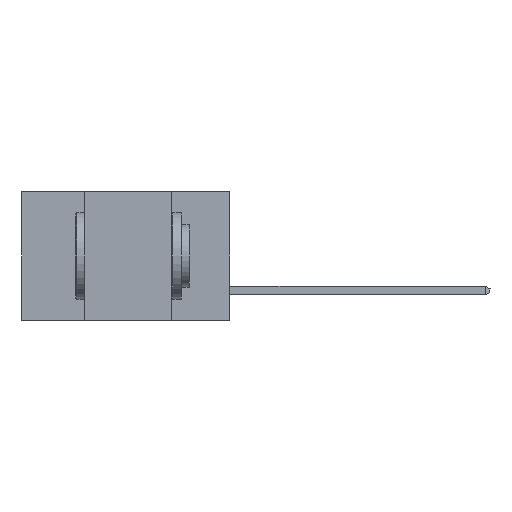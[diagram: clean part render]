
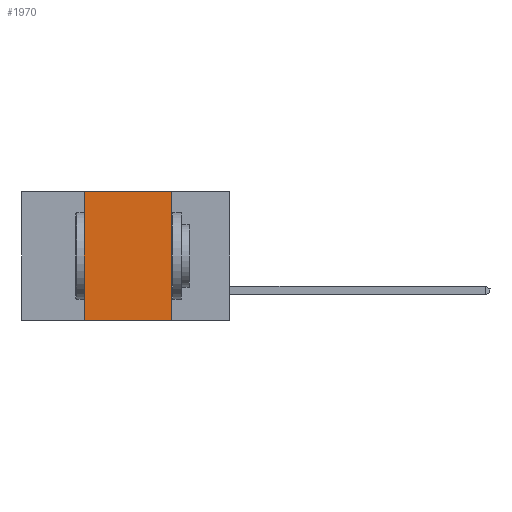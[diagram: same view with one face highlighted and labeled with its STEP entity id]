
A CAD part, left-side view. The second image highlights one B-rep face of the part: STEP entity #1970.
In plain terms, the highlighted planar face has unit normal (-1, 0, 0).
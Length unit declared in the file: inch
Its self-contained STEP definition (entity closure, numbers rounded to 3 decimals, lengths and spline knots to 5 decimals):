
#190 = FACE_OUTER_BOUND ( 'NONE', #1929, .T. ) ;
#441 = VECTOR ( 'NONE', #2992, 39.37008 ) ;
#709 = LINE ( 'NONE', #20956, #7403 ) ;
#776 = CARTESIAN_POINT ( 'NONE',  ( 0., 0.6, 0. ) ) ;
#1255 = CARTESIAN_POINT ( 'NONE',  ( 0., 0.17, 0. ) ) ;
#1363 = DIRECTION ( 'NONE',  ( 0., -1., 0. ) ) ;
#1929 = EDGE_LOOP ( 'NONE', ( #15888, #22805, #9829, #16324 ) ) ;
#1970 = ADVANCED_FACE ( 'NONE', ( #190 ), #20916, .F. ) ;
#2992 = DIRECTION ( 'NONE',  ( 0., -1., 0. ) ) ;
#3222 = CARTESIAN_POINT ( 'NONE',  ( 0., 0.42, 0. ) ) ;
#4429 = VECTOR ( 'NONE', #19875, 39.37008 ) ;
#5837 = DIRECTION ( 'NONE',  ( 1., 0., 0. ) ) ;
#7403 = VECTOR ( 'NONE', #19349, 39.37008 ) ;
#7695 = CARTESIAN_POINT ( 'NONE',  ( 0., 0.6, 0. ) ) ;
#9722 = LINE ( 'NONE', #16017, #21152 ) ;
#9829 = ORIENTED_EDGE ( 'NONE', *, *, #21538, .F. ) ;
#10352 = LINE ( 'NONE', #23199, #4429 ) ;
#11514 = DIRECTION ( 'NONE',  ( 0., 0., -1. ) ) ;
#11797 = EDGE_CURVE ( 'NONE', #19552, #19323, #9722, .T. ) ;
#14229 = CARTESIAN_POINT ( 'NONE',  ( 0., 0.17, -0.37 ) ) ;
#15888 = ORIENTED_EDGE ( 'NONE', *, *, #23019, .F. ) ;
#16017 = CARTESIAN_POINT ( 'NONE',  ( 0., 0.6, -0.37 ) ) ;
#16324 = ORIENTED_EDGE ( 'NONE', *, *, #11797, .T. ) ;
#16544 = AXIS2_PLACEMENT_3D ( 'NONE', #7695, #5837, #11514 ) ;
#17800 = LINE ( 'NONE', #776, #441 ) ;
#17996 = VERTEX_POINT ( 'NONE', #1255 ) ;
#19323 = VERTEX_POINT ( 'NONE', #14229 ) ;
#19349 = DIRECTION ( 'NONE',  ( 0., 0., -1. ) ) ;
#19552 = VERTEX_POINT ( 'NONE', #24339 ) ;
#19858 = EDGE_CURVE ( 'NONE', #21639, #17996, #17800, .T. ) ;
#19875 = DIRECTION ( 'NONE',  ( 0., 0., 1. ) ) ;
#20916 = PLANE ( 'NONE',  #16544 ) ;
#20956 = CARTESIAN_POINT ( 'NONE',  ( 0., 0.17, -0.37 ) ) ;
#21152 = VECTOR ( 'NONE', #1363, 39.37008 ) ;
#21538 = EDGE_CURVE ( 'NONE', #19552, #21639, #10352, .T. ) ;
#21639 = VERTEX_POINT ( 'NONE', #3222 ) ;
#22805 = ORIENTED_EDGE ( 'NONE', *, *, #19858, .F. ) ;
#23019 = EDGE_CURVE ( 'NONE', #17996, #19323, #709, .T. ) ;
#23199 = CARTESIAN_POINT ( 'NONE',  ( 0., 0.42, -0.37 ) ) ;
#24339 = CARTESIAN_POINT ( 'NONE',  ( 0., 0.42, -0.37 ) ) ;
